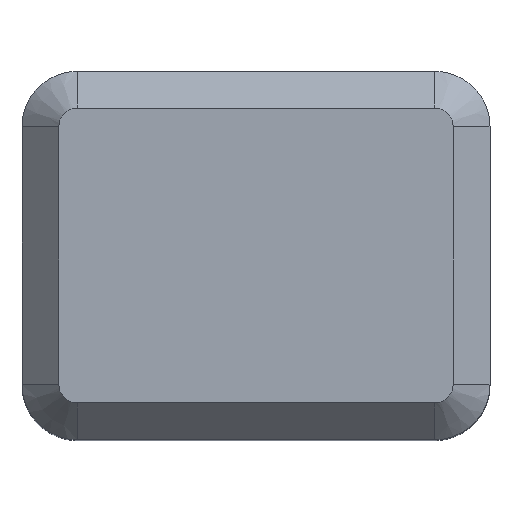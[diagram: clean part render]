
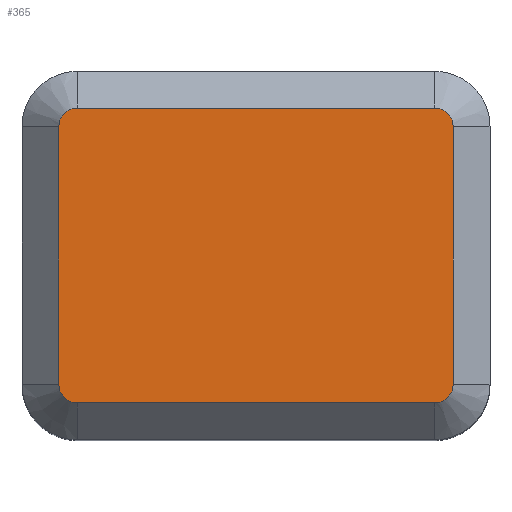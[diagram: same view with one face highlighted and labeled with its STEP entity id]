
A CAD part, top view. The second image highlights one B-rep face of the part: STEP entity #365.
In plain terms, the highlighted planar face has unit normal (0, 0, 1).
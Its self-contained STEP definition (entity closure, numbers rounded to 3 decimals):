
#122 = VERTEX_POINT('',#123);
#123 = CARTESIAN_POINT('',(4.35,3.5,15.));
#131 = VERTEX_POINT('',#132);
#132 = CARTESIAN_POINT('',(4.35,-3.5,15.));
#138 = EDGE_CURVE('',#122,#131,#139,.T.);
#139 = LINE('',#140,#141);
#140 = CARTESIAN_POINT('',(4.35,3.5,15.));
#141 = VECTOR('',#142,1.);
#142 = DIRECTION('',(0.,-1.,0.));
#321 = VERTEX_POINT('',#322);
#322 = CARTESIAN_POINT('',(3.85,4.,15.));
#330 = EDGE_CURVE('',#321,#122,#331,.T.);
#331 = CIRCLE('',#332,0.5);
#332 = AXIS2_PLACEMENT_3D('',#333,#334,#335);
#333 = CARTESIAN_POINT('',(3.85,3.5,15.));
#334 = DIRECTION('',(0.,0.,-1.));
#335 = DIRECTION('',(0.,1.,0.));
#365 = ADVANCED_FACE('',(#366),#419,.F.);
#366 = FACE_BOUND('',#367,.F.);
#367 = EDGE_LOOP('',(#368,#369,#378,#386,#395,#403,#412,#418));
#368 = ORIENTED_EDGE('',*,*,#138,.T.);
#369 = ORIENTED_EDGE('',*,*,#370,.T.);
#370 = EDGE_CURVE('',#131,#371,#373,.T.);
#371 = VERTEX_POINT('',#372);
#372 = CARTESIAN_POINT('',(3.85,-4.,15.));
#373 = CIRCLE('',#374,0.5);
#374 = AXIS2_PLACEMENT_3D('',#375,#376,#377);
#375 = CARTESIAN_POINT('',(3.85,-3.5,15.));
#376 = DIRECTION('',(0.,0.,-1.));
#377 = DIRECTION('',(1.,0.,0.));
#378 = ORIENTED_EDGE('',*,*,#379,.T.);
#379 = EDGE_CURVE('',#371,#380,#382,.T.);
#380 = VERTEX_POINT('',#381);
#381 = CARTESIAN_POINT('',(-5.85,-4.,15.));
#382 = LINE('',#383,#384);
#383 = CARTESIAN_POINT('',(3.85,-4.,15.));
#384 = VECTOR('',#385,1.);
#385 = DIRECTION('',(-1.,0.,0.));
#386 = ORIENTED_EDGE('',*,*,#387,.T.);
#387 = EDGE_CURVE('',#380,#388,#390,.T.);
#388 = VERTEX_POINT('',#389);
#389 = CARTESIAN_POINT('',(-6.35,-3.5,15.));
#390 = CIRCLE('',#391,0.5);
#391 = AXIS2_PLACEMENT_3D('',#392,#393,#394);
#392 = CARTESIAN_POINT('',(-5.85,-3.5,15.));
#393 = DIRECTION('',(-0.,0.,-1.));
#394 = DIRECTION('',(0.,-1.,0.));
#395 = ORIENTED_EDGE('',*,*,#396,.T.);
#396 = EDGE_CURVE('',#388,#397,#399,.T.);
#397 = VERTEX_POINT('',#398);
#398 = CARTESIAN_POINT('',(-6.35,3.5,15.));
#399 = LINE('',#400,#401);
#400 = CARTESIAN_POINT('',(-6.35,-3.5,15.));
#401 = VECTOR('',#402,1.);
#402 = DIRECTION('',(0.,1.,0.));
#403 = ORIENTED_EDGE('',*,*,#404,.T.);
#404 = EDGE_CURVE('',#397,#405,#407,.T.);
#405 = VERTEX_POINT('',#406);
#406 = CARTESIAN_POINT('',(-5.85,4.,15.));
#407 = CIRCLE('',#408,0.5);
#408 = AXIS2_PLACEMENT_3D('',#409,#410,#411);
#409 = CARTESIAN_POINT('',(-5.85,3.5,15.));
#410 = DIRECTION('',(0.,0.,-1.));
#411 = DIRECTION('',(-1.,0.,0.));
#412 = ORIENTED_EDGE('',*,*,#413,.T.);
#413 = EDGE_CURVE('',#405,#321,#414,.T.);
#414 = LINE('',#415,#416);
#415 = CARTESIAN_POINT('',(-5.85,4.,15.));
#416 = VECTOR('',#417,1.);
#417 = DIRECTION('',(1.,0.,0.));
#418 = ORIENTED_EDGE('',*,*,#330,.T.);
#419 = PLANE('',#420);
#420 = AXIS2_PLACEMENT_3D('',#421,#422,#423);
#421 = CARTESIAN_POINT('',(5.35,5.,15.));
#422 = DIRECTION('',(0.,0.,-1.));
#423 = DIRECTION('',(-1.,0.,0.));
